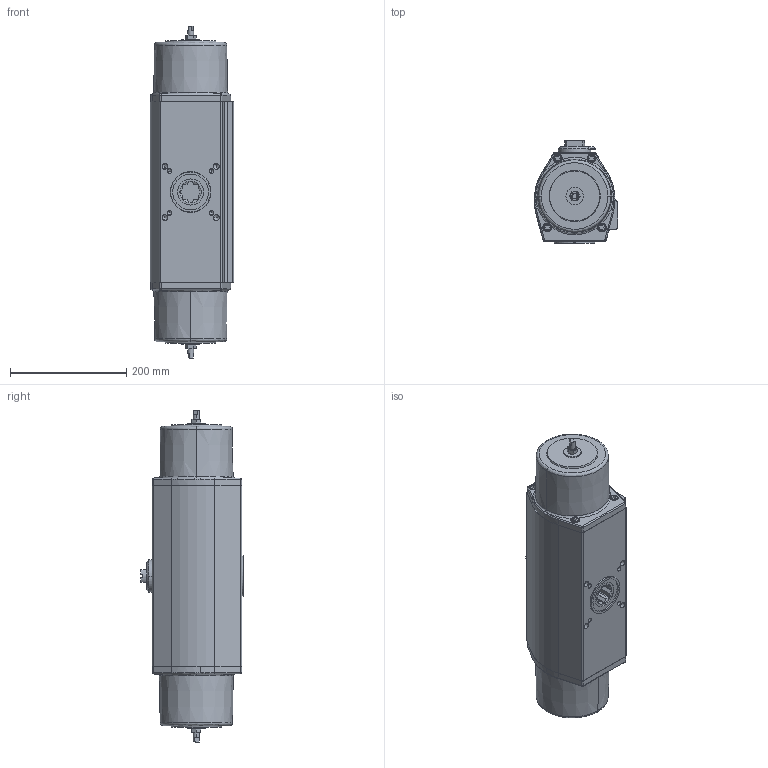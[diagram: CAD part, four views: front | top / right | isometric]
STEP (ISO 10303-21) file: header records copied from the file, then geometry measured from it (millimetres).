
FILE_DESCRIPTION (( 'STEP AP203' ), '1' );
FILE_NAME ('008022.STEP', '2018-08-10T10:59:57', ( '' ), ( '' ), 'SwSTEP 2.0', 'SolidWorks 2018', '' );
FILE_SCHEMA (( 'CONFIG_CONTROL_DESIGN' ));
Length unit declared in the file: millimetre
Products named in the file (1): 008022
Bounding box: 143.33 x 176.59 x 571 mm (x, y, z)
Volume: 8551677.8 mm3; surface area: 303723.7 mm2
Topology: 1 solids, 2 shells, 471 faces, 1223 edges, 771 vertices
Faces by surface type: plane 195, cylinder 148, cone 77, bspline 51
Entity records: 19072 total; most frequent: CARTESIAN_POINT 7794, ORIENTED_EDGE 2374, DIRECTION 2333, EDGE_CURVE 1187, AXIS2_PLACEMENT_3D 883, VERTEX_POINT 771, VECTOR 567, LINE 567
